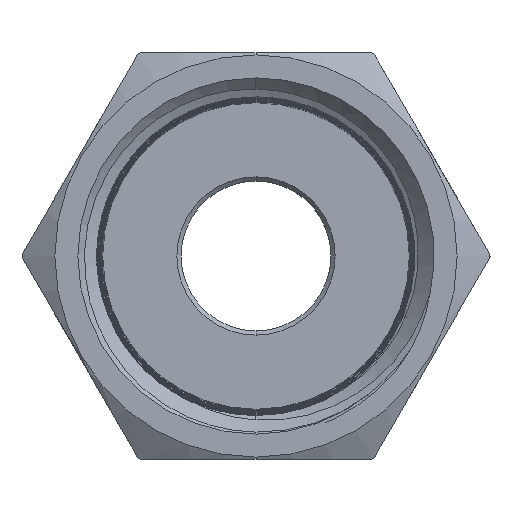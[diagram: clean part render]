
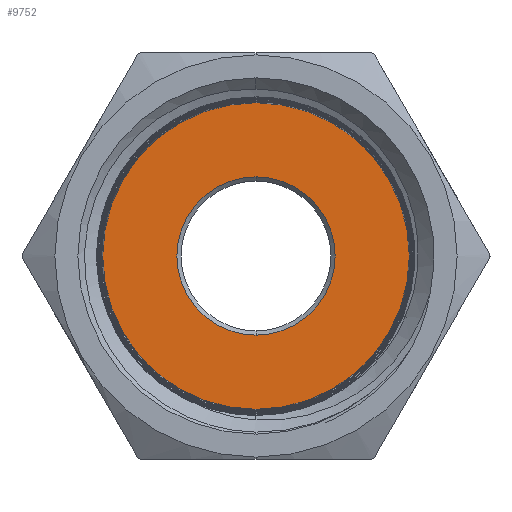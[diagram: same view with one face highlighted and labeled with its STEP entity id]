
A CAD part, front view. The second image highlights one B-rep face of the part: STEP entity #9752.
In plain terms, the highlighted planar face has unit normal (0, -1, 0).
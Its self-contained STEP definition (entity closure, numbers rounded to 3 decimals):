
#133 = DIRECTION ( 'NONE',  ( 0., 1., 0. ) ) ;
#3041 = VERTEX_POINT ( 'NONE', #35812 ) ;
#4148 = AXIS2_PLACEMENT_3D ( 'NONE', #33589, #8691, #37762 ) ;
#4450 = PLANE ( 'NONE',  #17621 ) ;
#8691 = DIRECTION ( 'NONE',  ( 0., 1., 0. ) ) ;
#9752 = ADVANCED_FACE ( 'NONE', ( #33926, #13107 ), #4450, .T. ) ;
#10206 = VERTEX_POINT ( 'NONE', #24782 ) ;
#13107 = FACE_OUTER_BOUND ( 'NONE', #46108, .T. ) ;
#13586 = CIRCLE ( 'NONE', #4148, 3.7 ) ;
#15532 = ORIENTED_EDGE ( 'NONE', *, *, #30669, .T. ) ;
#15796 = CARTESIAN_POINT ( 'NONE',  ( 0., -7.5, 0. ) ) ;
#16439 = EDGE_CURVE ( 'NONE', #10206, #22962, #48154, .T. ) ;
#17621 = AXIS2_PLACEMENT_3D ( 'NONE', #33508, #20754, #37676 ) ;
#19892 = EDGE_CURVE ( 'NONE', #22962, #10206, #13586, .T. ) ;
#19945 = DIRECTION ( 'NONE',  ( 0., 0., -1. ) ) ;
#20754 = DIRECTION ( 'NONE',  ( 0., -1., 0. ) ) ;
#22962 = VERTEX_POINT ( 'NONE', #42764 ) ;
#24608 = DIRECTION ( 'NONE',  ( 0., -1., 0. ) ) ;
#24782 = CARTESIAN_POINT ( 'NONE',  ( 0., -7.5, -3.7 ) ) ;
#24981 = CARTESIAN_POINT ( 'NONE',  ( 0., -7.5, 0. ) ) ;
#25349 = AXIS2_PLACEMENT_3D ( 'NONE', #24981, #133, #29161 ) ;
#26709 = VERTEX_POINT ( 'NONE', #52443 ) ;
#28251 = AXIS2_PLACEMENT_3D ( 'NONE', #49553, #24608, #53736 ) ;
#29161 = DIRECTION ( 'NONE',  ( 0., 0., -1. ) ) ;
#30669 = EDGE_CURVE ( 'NONE', #3041, #26709, #48345, .T. ) ;
#33508 = CARTESIAN_POINT ( 'NONE',  ( 0., -7.5, 0. ) ) ;
#33589 = CARTESIAN_POINT ( 'NONE',  ( 0., -7.5, 0. ) ) ;
#33926 = FACE_BOUND ( 'NONE', #42861, .T. ) ;
#35812 = CARTESIAN_POINT ( 'NONE',  ( 0., -7.5, 7.167 ) ) ;
#37676 = DIRECTION ( 'NONE',  ( 0., 0., -1. ) ) ;
#37762 = DIRECTION ( 'NONE',  ( 0., 0., -1. ) ) ;
#42764 = CARTESIAN_POINT ( 'NONE',  ( 0., -7.5, 3.7 ) ) ;
#42861 = EDGE_LOOP ( 'NONE', ( #52015, #46109 ) ) ;
#44261 = ORIENTED_EDGE ( 'NONE', *, *, #50002, .T. ) ;
#44903 = DIRECTION ( 'NONE',  ( 0., -1., 0. ) ) ;
#46108 = EDGE_LOOP ( 'NONE', ( #44261, #15532 ) ) ;
#46109 = ORIENTED_EDGE ( 'NONE', *, *, #19892, .T. ) ;
#48154 = CIRCLE ( 'NONE', #25349, 3.7 ) ;
#48345 = CIRCLE ( 'NONE', #28251, 7.167 ) ;
#49458 = AXIS2_PLACEMENT_3D ( 'NONE', #15796, #44903, #19945 ) ;
#49553 = CARTESIAN_POINT ( 'NONE',  ( 0., -7.5, 0. ) ) ;
#50002 = EDGE_CURVE ( 'NONE', #26709, #3041, #51620, .T. ) ;
#51620 = CIRCLE ( 'NONE', #49458, 7.167 ) ;
#52015 = ORIENTED_EDGE ( 'NONE', *, *, #16439, .T. ) ;
#52443 = CARTESIAN_POINT ( 'NONE',  ( 0., -7.5, -7.167 ) ) ;
#53736 = DIRECTION ( 'NONE',  ( 0., 0., -1. ) ) ;
